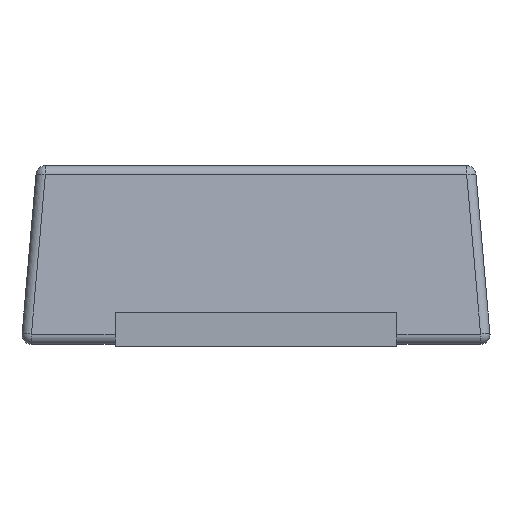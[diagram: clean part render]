
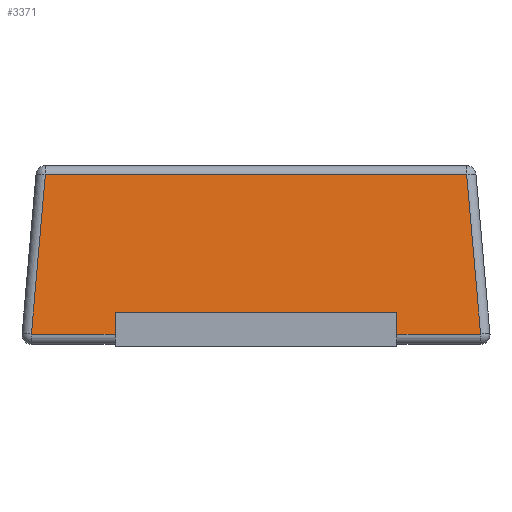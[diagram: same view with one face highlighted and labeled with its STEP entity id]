
A CAD part, left-side view. The second image highlights one B-rep face of the part: STEP entity #3371.
In plain terms, the highlighted planar face has unit normal (-0.996, 0, 0.087).
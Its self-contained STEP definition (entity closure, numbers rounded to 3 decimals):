
#149 = EDGE_CURVE ( 'NONE', #189, #4414, #3326, .T. ) ;
#189 = VERTEX_POINT ( 'NONE', #7561 ) ;
#553 = CARTESIAN_POINT ( 'NONE',  ( -1.771, 1.167, 0.904 ) ) ;
#587 = VECTOR ( 'NONE', #6445, 1000. ) ;
#708 = ORIENTED_EDGE ( 'NONE', *, *, #9272, .T. ) ;
#1000 = AXIS2_PLACEMENT_3D ( 'NONE', #1596, #5266, #4569 ) ;
#1217 = DIRECTION ( 'NONE',  ( 0., 1., 0. ) ) ;
#1378 = CARTESIAN_POINT ( 'NONE',  ( -1.835, 1.25, 0.17 ) ) ;
#1496 = LINE ( 'NONE', #8268, #2642 ) ;
#1595 = CARTESIAN_POINT ( 'NONE',  ( -1.835, 0.75, 0.17 ) ) ;
#1596 = CARTESIAN_POINT ( 'NONE',  ( -1.85, 1.25, 0. ) ) ;
#2275 = CARTESIAN_POINT ( 'NONE',  ( -1.845, 1.25, 0.054 ) ) ;
#2377 = VECTOR ( 'NONE', #5809, 1000. ) ;
#2392 = VECTOR ( 'NONE', #7823, 1000. ) ;
#2642 = VECTOR ( 'NONE', #6132, 1000. ) ;
#2687 = VERTEX_POINT ( 'NONE', #7789 ) ;
#2814 = EDGE_CURVE ( 'NONE', #7652, #6396, #8909, .T. ) ;
#3326 = LINE ( 'NONE', #1378, #587 ) ;
#3359 = EDGE_CURVE ( 'NONE', #189, #8446, #7608, .T. ) ;
#3371 = ADVANCED_FACE ( 'NONE', ( #9178 ), #8010, .T. ) ;
#3845 = EDGE_CURVE ( 'NONE', #8446, #7652, #5824, .T. ) ;
#3886 = VECTOR ( 'NONE', #7996, 1000. ) ;
#4055 = EDGE_LOOP ( 'NONE', ( #7708, #9234, #6282, #4299, #5498, #5386, #708, #6294 ) ) ;
#4299 = ORIENTED_EDGE ( 'NONE', *, *, #3359, .T. ) ;
#4303 = LINE ( 'NONE', #2275, #2377 ) ;
#4414 = VERTEX_POINT ( 'NONE', #1595 ) ;
#4569 = DIRECTION ( 'NONE',  ( 0.087, 0., 0.996 ) ) ;
#4747 = EDGE_CURVE ( 'NONE', #2687, #4414, #6145, .T. ) ;
#5005 = CARTESIAN_POINT ( 'NONE',  ( -1.832, -1.182, 0.211 ) ) ;
#5046 = CARTESIAN_POINT ( 'NONE',  ( -1.845, -1.195, 0.054 ) ) ;
#5053 = DIRECTION ( 'NONE',  ( -0.087, 0., -0.996 ) ) ;
#5266 = DIRECTION ( 'NONE',  ( -0.996, 0., 0.087 ) ) ;
#5321 = VECTOR ( 'NONE', #1217, 1000. ) ;
#5383 = VERTEX_POINT ( 'NONE', #8412 ) ;
#5386 = ORIENTED_EDGE ( 'NONE', *, *, #2814, .T. ) ;
#5498 = ORIENTED_EDGE ( 'NONE', *, *, #3845, .T. ) ;
#5737 = CARTESIAN_POINT ( 'NONE',  ( -1.845, 1.25, 0.054 ) ) ;
#5743 = CARTESIAN_POINT ( 'NONE',  ( -1.771, 1.121, 0.904 ) ) ;
#5809 = DIRECTION ( 'NONE',  ( 0., -1., 0. ) ) ;
#5824 = LINE ( 'NONE', #5737, #3886 ) ;
#5916 = CARTESIAN_POINT ( 'NONE',  ( -1.85, -0.75, 0. ) ) ;
#6132 = DIRECTION ( 'NONE',  ( -0.087, 0.087, -0.992 ) ) ;
#6145 = LINE ( 'NONE', #7048, #8761 ) ;
#6282 = ORIENTED_EDGE ( 'NONE', *, *, #149, .F. ) ;
#6294 = ORIENTED_EDGE ( 'NONE', *, *, #8597, .T. ) ;
#6324 = DIRECTION ( 'NONE',  ( 0.087, 0., 0.996 ) ) ;
#6396 = VERTEX_POINT ( 'NONE', #7293 ) ;
#6445 = DIRECTION ( 'NONE',  ( 0., 1., 0. ) ) ;
#6794 = LINE ( 'NONE', #553, #5321 ) ;
#7048 = CARTESIAN_POINT ( 'NONE',  ( -1.85, 0.75, 0. ) ) ;
#7242 = CARTESIAN_POINT ( 'NONE',  ( -1.845, -0.75, 0.054 ) ) ;
#7293 = CARTESIAN_POINT ( 'NONE',  ( -1.771, -1.121, 0.904 ) ) ;
#7506 = EDGE_CURVE ( 'NONE', #5383, #2687, #4303, .T. ) ;
#7561 = CARTESIAN_POINT ( 'NONE',  ( -1.835, -0.75, 0.17 ) ) ;
#7608 = LINE ( 'NONE', #5916, #7956 ) ;
#7652 = VERTEX_POINT ( 'NONE', #5046 ) ;
#7708 = ORIENTED_EDGE ( 'NONE', *, *, #7506, .T. ) ;
#7789 = CARTESIAN_POINT ( 'NONE',  ( -1.845, 0.75, 0.054 ) ) ;
#7823 = DIRECTION ( 'NONE',  ( 0.087, 0.087, 0.992 ) ) ;
#7956 = VECTOR ( 'NONE', #5053, 1000. ) ;
#7996 = DIRECTION ( 'NONE',  ( 0., -1., 0. ) ) ;
#8010 = PLANE ( 'NONE',  #1000 ) ;
#8268 = CARTESIAN_POINT ( 'NONE',  ( -1.85, 1.201, -0.004 ) ) ;
#8405 = VERTEX_POINT ( 'NONE', #5743 ) ;
#8412 = CARTESIAN_POINT ( 'NONE',  ( -1.845, 1.195, 0.054 ) ) ;
#8446 = VERTEX_POINT ( 'NONE', #7242 ) ;
#8597 = EDGE_CURVE ( 'NONE', #8405, #5383, #1496, .T. ) ;
#8761 = VECTOR ( 'NONE', #6324, 1000. ) ;
#8909 = LINE ( 'NONE', #5005, #2392 ) ;
#9178 = FACE_OUTER_BOUND ( 'NONE', #4055, .T. ) ;
#9234 = ORIENTED_EDGE ( 'NONE', *, *, #4747, .T. ) ;
#9272 = EDGE_CURVE ( 'NONE', #6396, #8405, #6794, .T. ) ;
